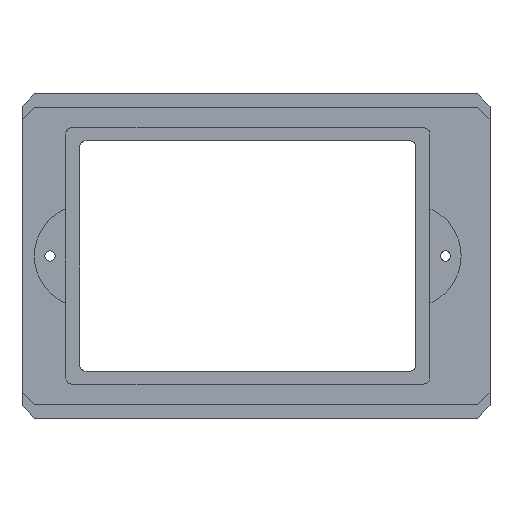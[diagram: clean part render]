
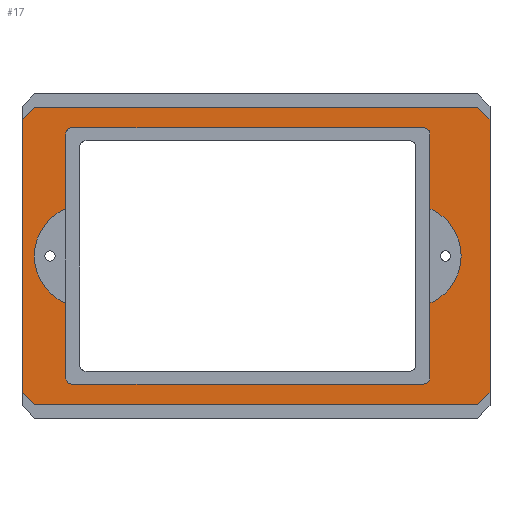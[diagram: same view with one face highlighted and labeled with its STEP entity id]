
A CAD part, top view. The second image highlights one B-rep face of the part: STEP entity #17.
In plain terms, the highlighted planar face has unit normal (0, 0, 1).
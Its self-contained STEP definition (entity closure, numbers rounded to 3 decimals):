
#17 = ADVANCED_FACE('',(#18,#84),#197,.T.);
#18 = FACE_BOUND('',#19,.T.);
#19 = EDGE_LOOP('',(#20,#30,#38,#46,#54,#62,#70,#78));
#20 = ORIENTED_EDGE('',*,*,#21,.F.);
#21 = EDGE_CURVE('',#22,#24,#26,.T.);
#22 = VERTEX_POINT('',#23);
#23 = CARTESIAN_POINT('',(55.8,-36.15,10.));
#24 = VERTEX_POINT('',#25);
#25 = CARTESIAN_POINT('',(-51.8,-36.15,10.));
#26 = LINE('',#27,#28);
#27 = CARTESIAN_POINT('',(59.1,-36.15,10.));
#28 = VECTOR('',#29,1.);
#29 = DIRECTION('',(-1.,0.,0.));
#30 = ORIENTED_EDGE('',*,*,#31,.T.);
#31 = EDGE_CURVE('',#22,#32,#34,.T.);
#32 = VERTEX_POINT('',#33);
#33 = CARTESIAN_POINT('',(58.8,-33.15,10.));
#34 = LINE('',#35,#36);
#35 = CARTESIAN_POINT('',(51.93,-40.02,10.));
#36 = VECTOR('',#37,1.);
#37 = DIRECTION('',(0.707,0.707,0.));
#38 = ORIENTED_EDGE('',*,*,#39,.F.);
#39 = EDGE_CURVE('',#40,#32,#42,.T.);
#40 = VERTEX_POINT('',#41);
#41 = CARTESIAN_POINT('',(58.8,33.15,10.));
#42 = LINE('',#43,#44);
#43 = CARTESIAN_POINT('',(58.8,39.35,10.));
#44 = VECTOR('',#45,1.);
#45 = DIRECTION('',(0.,-1.,0.));
#46 = ORIENTED_EDGE('',*,*,#47,.T.);
#47 = EDGE_CURVE('',#40,#48,#50,.T.);
#48 = VERTEX_POINT('',#49);
#49 = CARTESIAN_POINT('',(55.8,36.15,10.));
#50 = LINE('',#51,#52);
#51 = CARTESIAN_POINT('',(51.93,40.02,10.));
#52 = VECTOR('',#53,1.);
#53 = DIRECTION('',(-0.707,0.707,0.));
#54 = ORIENTED_EDGE('',*,*,#55,.F.);
#55 = EDGE_CURVE('',#56,#48,#58,.T.);
#56 = VERTEX_POINT('',#57);
#57 = CARTESIAN_POINT('',(-51.8,36.15,10.));
#58 = LINE('',#59,#60);
#59 = CARTESIAN_POINT('',(-55.1,36.15,10.));
#60 = VECTOR('',#61,1.);
#61 = DIRECTION('',(1.,0.,0.));
#62 = ORIENTED_EDGE('',*,*,#63,.T.);
#63 = EDGE_CURVE('',#56,#64,#66,.T.);
#64 = VERTEX_POINT('',#65);
#65 = CARTESIAN_POINT('',(-54.8,33.15,10.));
#66 = LINE('',#67,#68);
#67 = CARTESIAN_POINT('',(-48.345,39.605,10.));
#68 = VECTOR('',#69,1.);
#69 = DIRECTION('',(-0.707,-0.707,0.));
#70 = ORIENTED_EDGE('',*,*,#71,.F.);
#71 = EDGE_CURVE('',#72,#64,#74,.T.);
#72 = VERTEX_POINT('',#73);
#73 = CARTESIAN_POINT('',(-54.8,-33.15,10.));
#74 = LINE('',#75,#76);
#75 = CARTESIAN_POINT('',(-54.8,-39.35,10.));
#76 = VECTOR('',#77,1.);
#77 = DIRECTION('',(0.,1.,0.));
#78 = ORIENTED_EDGE('',*,*,#79,.T.);
#79 = EDGE_CURVE('',#72,#24,#80,.T.);
#80 = LINE('',#81,#82);
#81 = CARTESIAN_POINT('',(-48.345,-39.605,10.));
#82 = VECTOR('',#83,1.);
#83 = DIRECTION('',(0.707,-0.707,0.));
#84 = FACE_BOUND('',#85,.T.);
#85 = EDGE_LOOP('',(#86,#96,#105,#113,#122,#130,#139,#147,#156,#164,#173
    ,#182,#190));
#86 = ORIENTED_EDGE('',*,*,#87,.F.);
#87 = EDGE_CURVE('',#88,#90,#92,.T.);
#88 = VERTEX_POINT('',#89);
#89 = CARTESIAN_POINT('',(-42.7,-31.1,10.));
#90 = VERTEX_POINT('',#91);
#91 = CARTESIAN_POINT('',(42.7,-31.1,10.));
#92 = LINE('',#93,#94);
#93 = CARTESIAN_POINT('',(-44.2,-31.1,10.));
#94 = VECTOR('',#95,1.);
#95 = DIRECTION('',(1.,0.,0.));
#96 = ORIENTED_EDGE('',*,*,#97,.T.);
#97 = EDGE_CURVE('',#88,#98,#100,.T.);
#98 = VERTEX_POINT('',#99);
#99 = CARTESIAN_POINT('',(-44.2,-29.6,10.));
#100 = CIRCLE('',#101,1.5);
#101 = AXIS2_PLACEMENT_3D('',#102,#103,#104);
#102 = CARTESIAN_POINT('',(-42.7,-29.6,10.));
#103 = DIRECTION('',(0.,0.,-1.));
#104 = DIRECTION('',(0.,1.,0.));
#105 = ORIENTED_EDGE('',*,*,#106,.F.);
#106 = EDGE_CURVE('',#107,#98,#109,.T.);
#107 = VERTEX_POINT('',#108);
#108 = CARTESIAN_POINT('',(-44.2,-11.5,10.));
#109 = LINE('',#110,#111);
#110 = CARTESIAN_POINT('',(-44.2,31.1,10.));
#111 = VECTOR('',#112,1.);
#112 = DIRECTION('',(0.,-1.,0.));
#113 = ORIENTED_EDGE('',*,*,#114,.F.);
#114 = EDGE_CURVE('',#115,#107,#117,.T.);
#115 = VERTEX_POINT('',#116);
#116 = CARTESIAN_POINT('',(-44.2,11.5,10.));
#117 = CIRCLE('',#118,12.5);
#118 = AXIS2_PLACEMENT_3D('',#119,#120,#121);
#119 = CARTESIAN_POINT('',(-39.3,0.,10.));
#120 = DIRECTION('',(0.,0.,1.));
#121 = DIRECTION('',(1.,0.,0.));
#122 = ORIENTED_EDGE('',*,*,#123,.F.);
#123 = EDGE_CURVE('',#124,#115,#126,.T.);
#124 = VERTEX_POINT('',#125);
#125 = CARTESIAN_POINT('',(-44.2,29.6,10.));
#126 = LINE('',#127,#128);
#127 = CARTESIAN_POINT('',(-44.2,31.1,10.));
#128 = VECTOR('',#129,1.);
#129 = DIRECTION('',(0.,-1.,0.));
#130 = ORIENTED_EDGE('',*,*,#131,.F.);
#131 = EDGE_CURVE('',#132,#124,#134,.T.);
#132 = VERTEX_POINT('',#133);
#133 = CARTESIAN_POINT('',(-42.7,31.1,10.));
#134 = CIRCLE('',#135,1.5);
#135 = AXIS2_PLACEMENT_3D('',#136,#137,#138);
#136 = CARTESIAN_POINT('',(-42.7,29.6,10.));
#137 = DIRECTION('',(0.,-0.,1.));
#138 = DIRECTION('',(0.,1.,0.));
#139 = ORIENTED_EDGE('',*,*,#140,.F.);
#140 = EDGE_CURVE('',#141,#132,#143,.T.);
#141 = VERTEX_POINT('',#142);
#142 = CARTESIAN_POINT('',(42.7,31.1,10.));
#143 = LINE('',#144,#145);
#144 = CARTESIAN_POINT('',(44.2,31.1,10.));
#145 = VECTOR('',#146,1.);
#146 = DIRECTION('',(-1.,0.,0.));
#147 = ORIENTED_EDGE('',*,*,#148,.F.);
#148 = EDGE_CURVE('',#149,#141,#151,.T.);
#149 = VERTEX_POINT('',#150);
#150 = CARTESIAN_POINT('',(44.2,29.6,10.));
#151 = CIRCLE('',#152,1.5);
#152 = AXIS2_PLACEMENT_3D('',#153,#154,#155);
#153 = CARTESIAN_POINT('',(42.7,29.6,10.));
#154 = DIRECTION('',(0.,-0.,1.));
#155 = DIRECTION('',(0.,1.,0.));
#156 = ORIENTED_EDGE('',*,*,#157,.F.);
#157 = EDGE_CURVE('',#158,#149,#160,.T.);
#158 = VERTEX_POINT('',#159);
#159 = CARTESIAN_POINT('',(44.2,11.5,10.));
#160 = LINE('',#161,#162);
#161 = CARTESIAN_POINT('',(44.2,-31.1,10.));
#162 = VECTOR('',#163,1.);
#163 = DIRECTION('',(0.,1.,0.));
#164 = ORIENTED_EDGE('',*,*,#165,.F.);
#165 = EDGE_CURVE('',#166,#158,#168,.T.);
#166 = VERTEX_POINT('',#167);
#167 = CARTESIAN_POINT('',(51.8,0.,10.));
#168 = CIRCLE('',#169,12.5);
#169 = AXIS2_PLACEMENT_3D('',#170,#171,#172);
#170 = CARTESIAN_POINT('',(39.3,0.,10.));
#171 = DIRECTION('',(0.,0.,1.));
#172 = DIRECTION('',(1.,0.,0.));
#173 = ORIENTED_EDGE('',*,*,#174,.F.);
#174 = EDGE_CURVE('',#175,#166,#177,.T.);
#175 = VERTEX_POINT('',#176);
#176 = CARTESIAN_POINT('',(44.2,-11.5,10.));
#177 = CIRCLE('',#178,12.5);
#178 = AXIS2_PLACEMENT_3D('',#179,#180,#181);
#179 = CARTESIAN_POINT('',(39.3,0.,10.));
#180 = DIRECTION('',(0.,0.,1.));
#181 = DIRECTION('',(1.,0.,0.));
#182 = ORIENTED_EDGE('',*,*,#183,.F.);
#183 = EDGE_CURVE('',#184,#175,#186,.T.);
#184 = VERTEX_POINT('',#185);
#185 = CARTESIAN_POINT('',(44.2,-29.6,10.));
#186 = LINE('',#187,#188);
#187 = CARTESIAN_POINT('',(44.2,-31.1,10.));
#188 = VECTOR('',#189,1.);
#189 = DIRECTION('',(0.,1.,0.));
#190 = ORIENTED_EDGE('',*,*,#191,.T.);
#191 = EDGE_CURVE('',#184,#90,#192,.T.);
#192 = CIRCLE('',#193,1.5);
#193 = AXIS2_PLACEMENT_3D('',#194,#195,#196);
#194 = CARTESIAN_POINT('',(42.7,-29.6,10.));
#195 = DIRECTION('',(0.,0.,-1.));
#196 = DIRECTION('',(0.,1.,0.));
#197 = PLANE('',#198);
#198 = AXIS2_PLACEMENT_3D('',#199,#200,#201);
#199 = CARTESIAN_POINT('',(1.169,0.,10.));
#200 = DIRECTION('',(0.,0.,1.));
#201 = DIRECTION('',(1.,0.,0.));
